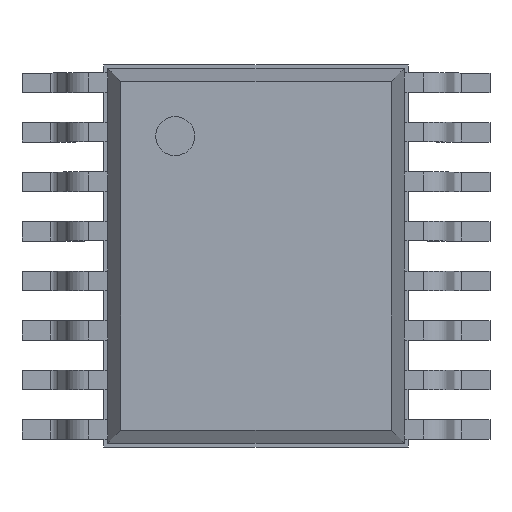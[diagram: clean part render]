
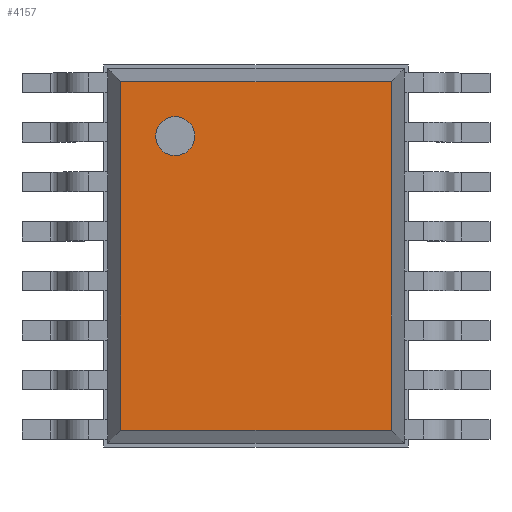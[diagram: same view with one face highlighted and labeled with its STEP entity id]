
A CAD part, top view. The second image highlights one B-rep face of the part: STEP entity #4157.
In plain terms, the highlighted planar face has unit normal (0, 0, 1).
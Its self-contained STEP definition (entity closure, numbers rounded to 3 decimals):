
#27=VECTOR('',#28,1.);
#28=DIRECTION('',(0.,-1.,0.));
#115=VECTOR('',#116,1.);
#116=DIRECTION('',(1.,0.,0.));
#122=VECTOR('',#123,1.);
#123=DIRECTION('',(0.,1.,0.));
#127=VECTOR('',#128,1.);
#128=DIRECTION('',(-1.,0.,0.));
#131=DIRECTION('',(0.,0.,-1.));
#2208=VERTEX_POINT('',#2209);
#2209=CARTESIAN_POINT('',(1.735,2.235,1.85));
#2211=ORIENTED_EDGE('',*,*,#2212,.F.);
#2212=EDGE_CURVE('',#2213,#2208,#2215,.T.);
#2213=VERTEX_POINT('',#2214);
#2214=CARTESIAN_POINT('',(1.735,-2.235,1.85));
#2215=LINE('',#2214,#122);
#2226=VERTEX_POINT('',#2227);
#2227=CARTESIAN_POINT('',(-1.735,2.235,1.85));
#2229=ORIENTED_EDGE('',*,*,#2230,.F.);
#2230=EDGE_CURVE('',#2208,#2226,#2231,.T.);
#2231=LINE('',#2209,#127);
#2264=VERTEX_POINT('',#2265);
#2265=CARTESIAN_POINT('',(-1.735,-2.235,1.85));
#2267=ORIENTED_EDGE('',*,*,#2268,.F.);
#2268=EDGE_CURVE('',#2226,#2264,#2269,.T.);
#2269=LINE('',#2227,#27);
#2975=ORIENTED_EDGE('',*,*,#2976,.F.);
#2976=EDGE_CURVE('',#2264,#2213,#2977,.T.);
#2977=LINE('',#2265,#115);
#4157=ADVANCED_FACE('',(#4158,#4160),#4170,.F.);
#4158=FACE_BOUND('',#4159,.F.);
#4159=EDGE_LOOP('',(#2267,#2229,#2211,#2975));
#4160=FACE_BOUND('',#4161,.F.);
#4161=EDGE_LOOP('',(#4162));
#4162=ORIENTED_EDGE('',*,*,#4163,.F.);
#4163=EDGE_CURVE('',#4164,#4164,#4166,.T.);
#4164=VERTEX_POINT('',#4165);
#4165=CARTESIAN_POINT('',(-1.035,1.285,1.85));
#4166=CIRCLE('',#4167,0.25);
#4167=AXIS2_PLACEMENT_3D('',#4168,#4169,#28);
#4168=CARTESIAN_POINT('',(-1.035,1.535,1.85));
#4169=DIRECTION('',(0.,-0.,-1.));
#4170=PLANE('',#4171);
#4171=AXIS2_PLACEMENT_3D('',#2227,#131,#4172);
#4172=DIRECTION('',(0.613,-0.79,0.));
